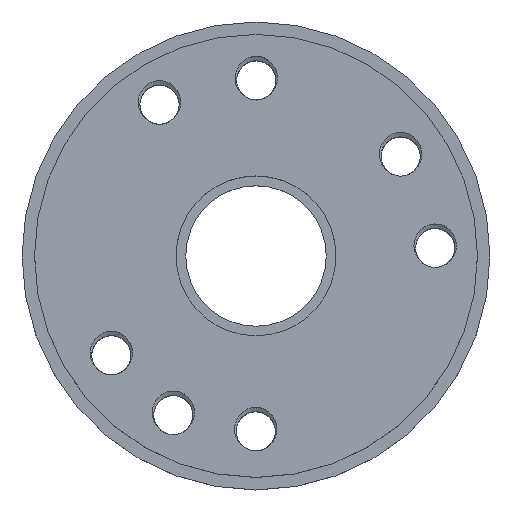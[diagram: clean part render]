
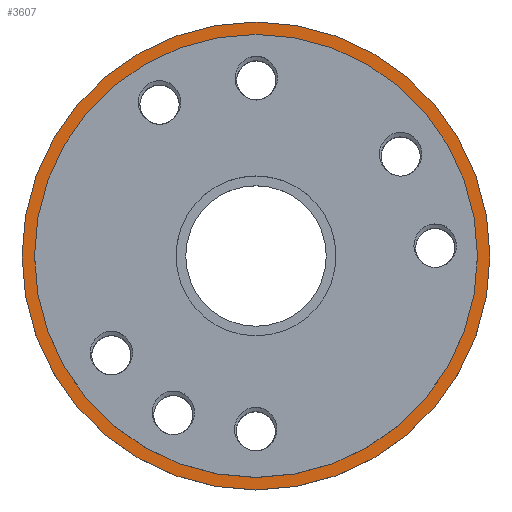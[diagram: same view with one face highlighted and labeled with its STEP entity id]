
A CAD part, top view. The second image highlights one B-rep face of the part: STEP entity #3607.
In plain terms, the highlighted planar face has unit normal (0, 0, 1).
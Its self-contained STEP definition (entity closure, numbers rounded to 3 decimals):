
#26=FACE_BOUND('',#439,.T.);
#39=PLANE('',#3843);
#233=FACE_OUTER_BOUND('',#438,.T.);
#438=EDGE_LOOP('',(#3079));
#439=EDGE_LOOP('',(#3080));
#497=CIRCLE('',#3835,28.4);
#501=CIRCLE('',#3844,30.);
#1557=VERTEX_POINT('',#15289);
#1561=VERTEX_POINT('',#15306);
#2105=EDGE_CURVE('',#1557,#1557,#497,.T.);
#2112=EDGE_CURVE('',#1561,#1561,#501,.T.);
#3079=ORIENTED_EDGE('',*,*,#2112,.F.);
#3080=ORIENTED_EDGE('',*,*,#2105,.F.);
#3607=ADVANCED_FACE('',(#233,#26),#39,.T.);
#3835=AXIS2_PLACEMENT_3D('',#15291,#4411,#4412);
#3843=AXIS2_PLACEMENT_3D('',#15305,#4430,#4431);
#3844=AXIS2_PLACEMENT_3D('',#15307,#4432,#4433);
#4411=DIRECTION('center_axis',(0.,0.,1.));
#4412=DIRECTION('ref_axis',(-1.,0.,0.));
#4430=DIRECTION('center_axis',(0.,0.,1.));
#4431=DIRECTION('ref_axis',(-1.,0.,0.));
#4432=DIRECTION('center_axis',(0.,0.,-1.));
#4433=DIRECTION('ref_axis',(1.,0.,0.));
#15289=CARTESIAN_POINT('',(28.4,0.,4.5));
#15291=CARTESIAN_POINT('Origin',(0.,0.,4.5));
#15305=CARTESIAN_POINT('Origin',(0.,0.,4.5));
#15306=CARTESIAN_POINT('',(-30.,0.,4.5));
#15307=CARTESIAN_POINT('Origin',(0.,0.,4.5));
